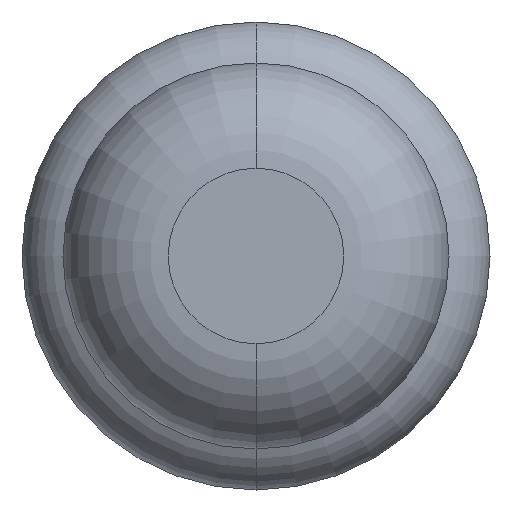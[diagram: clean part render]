
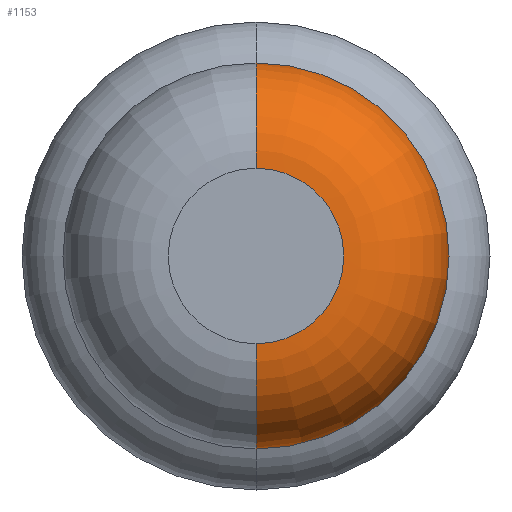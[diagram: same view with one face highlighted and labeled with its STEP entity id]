
A CAD part, front view. The second image highlights one B-rep face of the part: STEP entity #1153.
In plain terms, the highlighted toroidal (fillet/blend) face has major radius 0.375 mm and minor radius 0.45 mm.
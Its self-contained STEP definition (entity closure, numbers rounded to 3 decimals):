
#32 = ORIENTED_EDGE ( 'NONE', *, *, #897, .T. ) ;
#121 = EDGE_CURVE ( 'NONE', #941, #722, #836, .T. ) ;
#277 = TOROIDAL_SURFACE ( 'NONE', #439, 0.375, 0.45 ) ;
#349 = AXIS2_PLACEMENT_3D ( 'NONE', #414, #2075, #3083 ) ;
#414 = CARTESIAN_POINT ( 'NONE',  ( 0., -23.55, 0.375 ) ) ;
#439 = AXIS2_PLACEMENT_3D ( 'NONE', #1325, #1773, #1133 ) ;
#602 = EDGE_LOOP ( 'NONE', ( #32, #635, #1085, #1634 ) ) ;
#635 = ORIENTED_EDGE ( 'NONE', *, *, #1930, .T. ) ;
#722 = VERTEX_POINT ( 'NONE', #1552 ) ;
#757 = EDGE_CURVE ( 'Defeature ausgef�hrt1_3+Defeature ausgef�hrt1_2+Defeature ausgef�hrt1_2+Defeature ausgef�hrt1_2', #722, #929, #1863, .T. ) ;
#836 = CIRCLE ( 'NONE', #349, 0.45 ) ;
#897 = EDGE_CURVE ( 'Defeature ausgef�hrt1_2+Defeature ausgef�hrt1_1+Defeature ausgef�hrt1_1+Defeature ausgef�hrt1_1', #941, #2208, #2824, .T. ) ;
#900 = AXIS2_PLACEMENT_3D ( 'NONE', #2564, #1098, #2812 ) ;
#929 = VERTEX_POINT ( 'NONE', #1239 ) ;
#941 = VERTEX_POINT ( 'NONE', #1732 ) ;
#1085 = ORIENTED_EDGE ( 'NONE', *, *, #757, .F. ) ;
#1098 = DIRECTION ( 'NONE',  ( 1., 0., 0. ) ) ;
#1133 = DIRECTION ( 'NONE',  ( 0., 0., 1. ) ) ;
#1153 = ADVANCED_FACE ( 'Defeature ausgef�hrt1_2', ( #2749 ), #277, .T. ) ;
#1190 = DIRECTION ( 'NONE',  ( 0., 0., 1. ) ) ;
#1191 = AXIS2_PLACEMENT_3D ( 'NONE', #2120, #1647, #3074 ) ;
#1239 = CARTESIAN_POINT ( 'NONE',  ( 0., -23.55, -0.825 ) ) ;
#1325 = CARTESIAN_POINT ( 'NONE',  ( 0., -23.55, 0. ) ) ;
#1428 = CARTESIAN_POINT ( 'NONE',  ( 0., -24., -0.375 ) ) ;
#1477 = CARTESIAN_POINT ( 'NONE',  ( 0., -24., 0. ) ) ;
#1552 = CARTESIAN_POINT ( 'NONE',  ( 0., -23.55, 0.825 ) ) ;
#1634 = ORIENTED_EDGE ( 'NONE', *, *, #121, .F. ) ;
#1647 = DIRECTION ( 'NONE',  ( 0., 1., 0. ) ) ;
#1667 = AXIS2_PLACEMENT_3D ( 'NONE', #1477, #2903, #1190 ) ;
#1732 = CARTESIAN_POINT ( 'NONE',  ( 0., -24., 0.375 ) ) ;
#1773 = DIRECTION ( 'NONE',  ( 0., 1., 0. ) ) ;
#1863 = CIRCLE ( 'NONE', #1191, 0.825 ) ;
#1925 = CIRCLE ( 'NONE', #900, 0.45 ) ;
#1930 = EDGE_CURVE ( 'NONE', #2208, #929, #1925, .T. ) ;
#2075 = DIRECTION ( 'NONE',  ( -1., 0., 0. ) ) ;
#2120 = CARTESIAN_POINT ( 'NONE',  ( 0., -23.55, 0. ) ) ;
#2208 = VERTEX_POINT ( 'NONE', #1428 ) ;
#2564 = CARTESIAN_POINT ( 'NONE',  ( 0., -23.55, -0.375 ) ) ;
#2749 = FACE_OUTER_BOUND ( 'NONE', #602, .T. ) ;
#2812 = DIRECTION ( 'NONE',  ( 0., 0., -1. ) ) ;
#2824 = CIRCLE ( 'NONE', #1667, 0.375 ) ;
#2903 = DIRECTION ( 'NONE',  ( 0., 1., 0. ) ) ;
#3074 = DIRECTION ( 'NONE',  ( 0., 0., 1. ) ) ;
#3083 = DIRECTION ( 'NONE',  ( 0., 0., 1. ) ) ;
